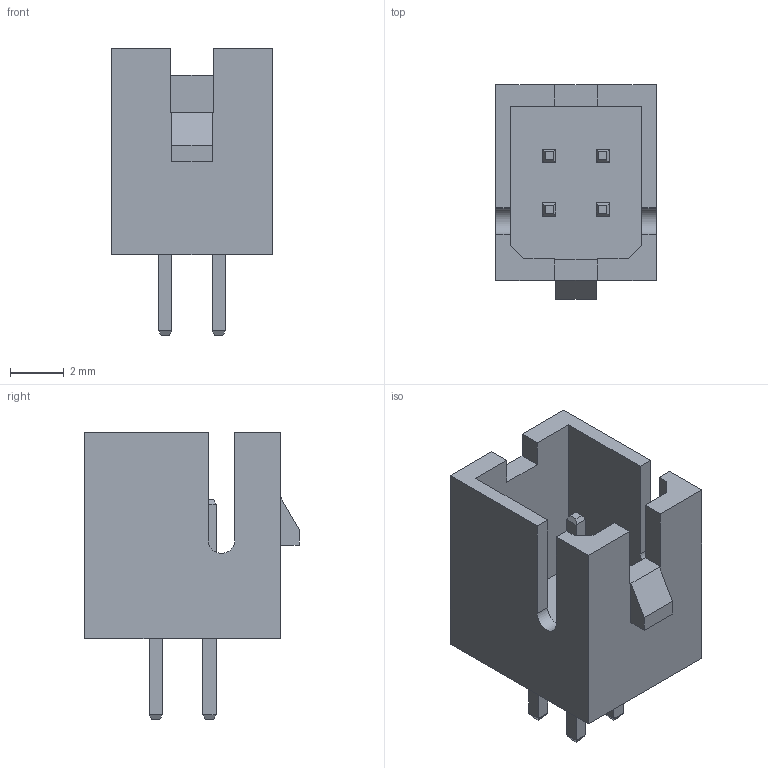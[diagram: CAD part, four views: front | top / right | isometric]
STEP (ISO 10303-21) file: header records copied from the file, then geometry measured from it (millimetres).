
FILE_DESCRIPTION (( 'STEP AP214' ), '1' );
FILE_NAME ('User Library-phb-2x2.STEP', '2021-01-23T07:07:46', ( '' ), ( '' ), 'SwSTEP 2.0', 'SolidWorks 2020', '' );
FILE_SCHEMA (( 'AUTOMOTIVE_DESIGN' ));
Length unit declared in the file: millimetre
Products named in the file (3): PHB-2X2; PIN_0_5X0_5; User Library-phb-2x2
Assembly tree (5 placements, depth 2):
  User Library-phb-2x2
    PHB-2X2
    PIN_0_5X0_5  x4
Bounding box: 6 x 8 x 10.7 mm (x, y, z)
Volume: 156.3 mm3; surface area: 489.5 mm2
Topology: 5 solids, 5 shells, 105 faces, 251 edges, 156 vertices
Faces by surface type: plane 103, cylinder 2
Entity records: 2748 total; most frequent: CARTESIAN_POINT 346, ORIENTED_EDGE 334, DIRECTION 313, EDGE_CURVE 167, LINE 163, VECTOR 163, VERTEX_POINT 108, AXIS2_PLACEMENT_3D 75
